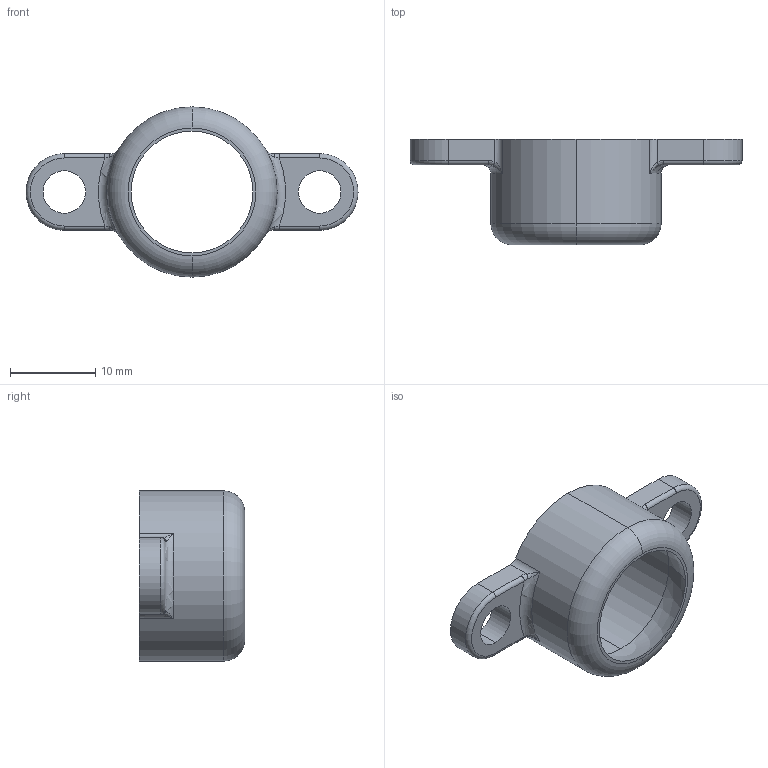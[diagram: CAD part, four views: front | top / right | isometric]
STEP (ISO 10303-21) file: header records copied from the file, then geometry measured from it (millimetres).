
FILE_DESCRIPTION (( 'STEP AP203' ), '1' );
FILE_NAME ('Mecanismo_Rptula_Predeterminado_sldprt.STEP', '2024-07-23T21:01:13', ( '' ), ( '' ), 'SwSTEP 2.0', 'SolidWorks 2018', '' );
FILE_SCHEMA (( 'CONFIG_CONTROL_DESIGN' ));
Length unit declared in the file: centimetre
Products named in the file (1): Mecanismo_Rptula_Predeterminado_sldprt
Bounding box: 39 x 12.39 x 20 mm (x, y, z)
Volume: 1734.1 mm3; surface area: 2015.5 mm2
Topology: 1 solids, 1 shells, 42 faces, 108 edges, 62 vertices
Faces by surface type: cylinder 18, plane 8, bspline 8, torus 6, sphere 2
Entity records: 1485 total; most frequent: CARTESIAN_POINT 431, DIRECTION 210, ORIENTED_EDGE 204, EDGE_CURVE 102, AXIS2_PLACEMENT_3D 89, VERTEX_POINT 62, CIRCLE 54, EDGE_LOOP 48
